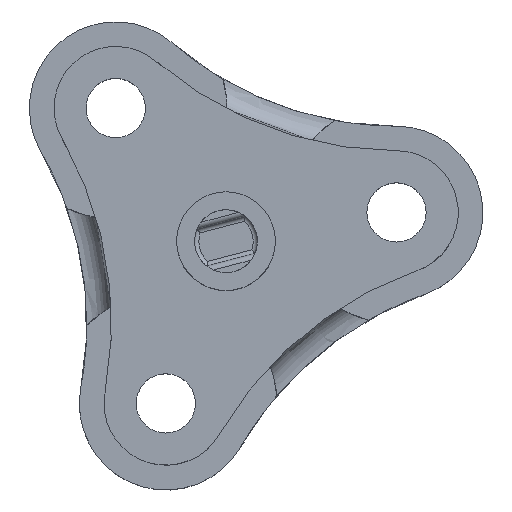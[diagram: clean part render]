
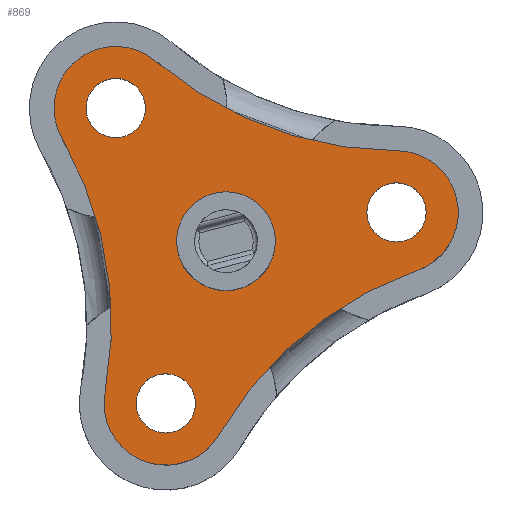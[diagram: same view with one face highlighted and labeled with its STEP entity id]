
A CAD part, top view. The second image highlights one B-rep face of the part: STEP entity #869.
In plain terms, the highlighted planar face has unit normal (0, 0, 1).
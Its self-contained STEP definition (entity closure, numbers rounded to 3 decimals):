
#141=FACE_BOUND('',#273,.T.);
#142=FACE_BOUND('',#274,.T.);
#143=FACE_BOUND('',#275,.T.);
#144=FACE_BOUND('',#276,.T.);
#159=PLANE('',#1009);
#210=FACE_OUTER_BOUND('',#272,.T.);
#272=EDGE_LOOP('',(#804,#805,#806,#807,#808,#809));
#273=EDGE_LOOP('',(#810));
#274=EDGE_LOOP('',(#811));
#275=EDGE_LOOP('',(#812));
#276=EDGE_LOOP('',(#813));
#312=CIRCLE('',#945,30.);
#315=CIRCLE('',#949,30.);
#338=CIRCLE('',#993,4.);
#339=CIRCLE('',#996,2.4);
#340=CIRCLE('',#998,2.4);
#341=CIRCLE('',#1000,2.4);
#342=CIRCLE('',#1002,5.);
#343=CIRCLE('',#1004,30.);
#344=CIRCLE('',#1006,5.);
#345=CIRCLE('',#1008,5.);
#396=VERTEX_POINT('',#1471);
#397=VERTEX_POINT('',#1473);
#402=VERTEX_POINT('',#1485);
#403=VERTEX_POINT('',#1487);
#433=VERTEX_POINT('',#1675);
#434=VERTEX_POINT('',#1680);
#435=VERTEX_POINT('',#1684);
#436=VERTEX_POINT('',#1688);
#437=VERTEX_POINT('',#1692);
#438=VERTEX_POINT('',#1696);
#494=EDGE_CURVE('',#397,#396,#312,.T.);
#501=EDGE_CURVE('',#403,#402,#315,.T.);
#551=EDGE_CURVE('',#433,#433,#338,.T.);
#552=EDGE_CURVE('',#434,#434,#339,.F.);
#554=EDGE_CURVE('',#435,#435,#340,.F.);
#556=EDGE_CURVE('',#436,#436,#341,.F.);
#558=EDGE_CURVE('',#437,#397,#342,.T.);
#560=EDGE_CURVE('',#438,#437,#343,.T.);
#562=EDGE_CURVE('',#402,#438,#344,.T.);
#563=EDGE_CURVE('',#396,#403,#345,.T.);
#804=ORIENTED_EDGE('',*,*,#494,.T.);
#805=ORIENTED_EDGE('',*,*,#563,.T.);
#806=ORIENTED_EDGE('',*,*,#501,.T.);
#807=ORIENTED_EDGE('',*,*,#562,.T.);
#808=ORIENTED_EDGE('',*,*,#560,.T.);
#809=ORIENTED_EDGE('',*,*,#558,.T.);
#810=ORIENTED_EDGE('',*,*,#551,.T.);
#811=ORIENTED_EDGE('',*,*,#556,.T.);
#812=ORIENTED_EDGE('',*,*,#554,.T.);
#813=ORIENTED_EDGE('',*,*,#552,.T.);
#869=ADVANCED_FACE('',(#210,#141,#142,#143,#144),#159,.T.);
#945=AXIS2_PLACEMENT_3D('',#1474,#1136,#1137);
#949=AXIS2_PLACEMENT_3D('',#1488,#1148,#1149);
#993=AXIS2_PLACEMENT_3D('',#1677,#1255,#1256);
#996=AXIS2_PLACEMENT_3D('',#1681,#1261,#1262);
#998=AXIS2_PLACEMENT_3D('',#1685,#1266,#1267);
#1000=AXIS2_PLACEMENT_3D('',#1689,#1271,#1272);
#1002=AXIS2_PLACEMENT_3D('',#1693,#1276,#1277);
#1004=AXIS2_PLACEMENT_3D('',#1697,#1281,#1282);
#1006=AXIS2_PLACEMENT_3D('',#1700,#1286,#1287);
#1008=AXIS2_PLACEMENT_3D('',#1702,#1290,#1291);
#1009=AXIS2_PLACEMENT_3D('',#1703,#1292,#1293);
#1136=DIRECTION('center_axis',(0.,0.,-1.));
#1137=DIRECTION('ref_axis',(-0.8,0.6,0.));
#1148=DIRECTION('center_axis',(0.,0.,-1.));
#1149=DIRECTION('ref_axis',(0.19,-0.982,0.));
#1255=DIRECTION('center_axis',(0.,0.,-1.));
#1256=DIRECTION('ref_axis',(-1.,0.,0.));
#1261=DIRECTION('center_axis',(0.,0.,1.));
#1262=DIRECTION('ref_axis',(-1.,0.,0.));
#1266=DIRECTION('center_axis',(0.,0.,1.));
#1267=DIRECTION('ref_axis',(-1.,0.,0.));
#1271=DIRECTION('center_axis',(0.,0.,1.));
#1272=DIRECTION('ref_axis',(-1.,0.,0.));
#1276=DIRECTION('center_axis',(0.,0.,1.));
#1277=DIRECTION('ref_axis',(1.,0.,0.));
#1281=DIRECTION('center_axis',(0.,0.,-1.));
#1282=DIRECTION('ref_axis',(0.917,0.4,0.));
#1286=DIRECTION('center_axis',(0.,0.,1.));
#1287=DIRECTION('ref_axis',(1.,0.,0.));
#1290=DIRECTION('center_axis',(0.,0.,1.));
#1291=DIRECTION('ref_axis',(1.,0.,0.));
#1292=DIRECTION('center_axis',(0.,0.,1.));
#1293=DIRECTION('ref_axis',(1.,0.,0.));
#1471=CARTESIAN_POINT('',(-23.593,-14.538,4.));
#1473=CARTESIAN_POINT('',(-27.066,5.954,4.));
#1474=CARTESIAN_POINT('Origin',(-53.076,-8.994,4.));
#1485=CARTESIAN_POINT('',(1.657,-4.718,4.));
#1487=CARTESIAN_POINT('',(-14.354,-17.971,4.));
#1488=CARTESIAN_POINT('Origin',(11.596,-33.023,4.));
#1675=CARTESIAN_POINT('',(-9.803,-2.339,4.));
#1677=CARTESIAN_POINT('Origin',(-13.803,-2.339,4.));
#1680=CARTESIAN_POINT('',(-20.33,8.446,4.));
#1681=CARTESIAN_POINT('Origin',(-22.73,8.446,4.));
#1684=CARTESIAN_POINT('',(2.4,0.,4.));
#1685=CARTESIAN_POINT('Origin',(0.,0.,4.));
#1688=CARTESIAN_POINT('',(-16.279,-15.462,4.));
#1689=CARTESIAN_POINT('Origin',(-18.679,-15.462,4.));
#1692=CARTESIAN_POINT('',(-19.473,12.239,4.));
#1693=CARTESIAN_POINT('Origin',(-22.73,8.446,4.));
#1696=CARTESIAN_POINT('',(0.01,5.,4.));
#1697=CARTESIAN_POINT('Origin',(0.07,35.,4.));
#1700=CARTESIAN_POINT('Origin',(0.,0.,4.));
#1702=CARTESIAN_POINT('Origin',(-18.679,-15.462,4.));
#1703=CARTESIAN_POINT('Origin',(-11.365,-3.508,4.));
